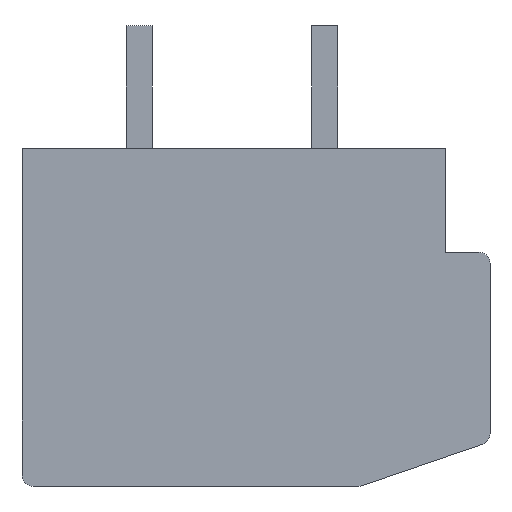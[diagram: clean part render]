
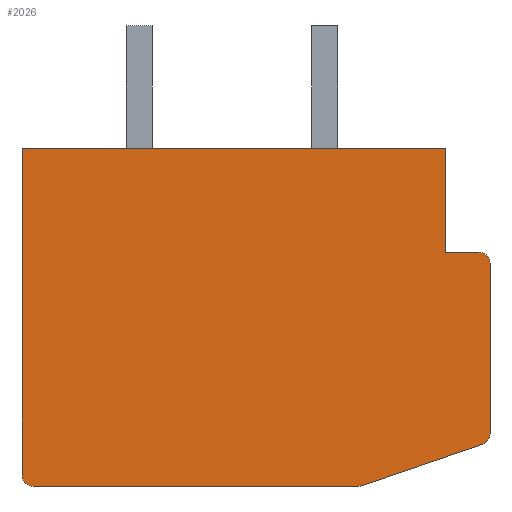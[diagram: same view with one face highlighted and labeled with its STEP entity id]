
A CAD part, front view. The second image highlights one B-rep face of the part: STEP entity #2026.
In plain terms, the highlighted planar face has unit normal (0, -1, 0).
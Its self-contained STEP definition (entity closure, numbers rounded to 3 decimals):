
#1=CARTESIAN_POINT('',(6.,-18.12,-3.136));
#2=DIRECTION('',(0.,-1.,0.));
#3=DIRECTION('',(0.324,0.,-0.946));
#4=AXIS2_PLACEMENT_3D('',#1,#2,#3);
#6=DIRECTION('',(-0.946,0.,-0.324));
#7=VECTOR('',#6,3.486);
#8=CARTESIAN_POINT('',(6.097,-18.12,-3.419));
#9=LINE('',#8,#7);
#10=DIRECTION('',(-1.,0.,0.));
#11=VECTOR('',#10,8.8);
#12=CARTESIAN_POINT('',(2.8,-18.12,-4.55));
#13=LINE('',#12,#11);
#14=CARTESIAN_POINT('',(-6.,-18.12,-4.25));
#15=DIRECTION('',(0.,-1.,0.));
#16=DIRECTION('',(-1.,0.,0.));
#17=AXIS2_PLACEMENT_3D('',#14,#15,#16);
#19=DIRECTION('',(0.,0.,1.));
#20=VECTOR('',#19,8.8);
#21=CARTESIAN_POINT('',(-6.3,-18.12,-4.25));
#22=LINE('',#21,#20);
#23=DIRECTION('',(1.,0.,0.));
#24=VECTOR('',#23,11.4);
#25=CARTESIAN_POINT('',(-6.3,-18.12,4.55));
#26=LINE('',#25,#24);
#27=DIRECTION('',(0.,0.,-1.));
#28=VECTOR('',#27,2.8);
#29=CARTESIAN_POINT('',(5.1,-18.12,4.55));
#30=LINE('',#29,#28);
#31=DIRECTION('',(1.,0.,0.));
#32=VECTOR('',#31,0.9);
#33=CARTESIAN_POINT('',(5.1,-18.12,1.75));
#34=LINE('',#33,#32);
#35=CARTESIAN_POINT('',(6.,-18.12,1.45));
#36=DIRECTION('',(0.,-1.,0.));
#37=DIRECTION('',(1.,0.,0.));
#38=AXIS2_PLACEMENT_3D('',#35,#36,#37);
#40=DIRECTION('',(0.,0.,-1.));
#41=VECTOR('',#40,4.586);
#42=CARTESIAN_POINT('',(6.3,-18.12,1.45));
#43=LINE('',#42,#41);
#1543=CARTESIAN_POINT('',(-6.3,-18.12,4.55));
#1544=CARTESIAN_POINT('',(5.1,-18.12,4.55));
#1545=VERTEX_POINT('',#1543);
#1546=VERTEX_POINT('',#1544);
#1547=CARTESIAN_POINT('',(5.1,-18.12,1.75));
#1548=VERTEX_POINT('',#1547);
#1549=CARTESIAN_POINT('',(6.097,-18.12,-3.419));
#1550=CARTESIAN_POINT('',(6.3,-18.12,-3.136));
#1551=VERTEX_POINT('',#1549);
#1552=VERTEX_POINT('',#1550);
#1553=CARTESIAN_POINT('',(6.3,-18.12,1.45));
#1554=CARTESIAN_POINT('',(6.,-18.12,1.75));
#1555=VERTEX_POINT('',#1553);
#1556=VERTEX_POINT('',#1554);
#1557=CARTESIAN_POINT('',(-6.3,-18.12,-4.25));
#1558=CARTESIAN_POINT('',(-6.,-18.12,-4.55));
#1559=VERTEX_POINT('',#1557);
#1560=VERTEX_POINT('',#1558);
#1561=CARTESIAN_POINT('',(2.8,-18.12,-4.55));
#1562=VERTEX_POINT('',#1561);
#1999=CARTESIAN_POINT('',(0.,-18.12,0.));
#2000=DIRECTION('',(0.,1.,0.));
#2001=DIRECTION('',(1.,0.,0.));
#2002=AXIS2_PLACEMENT_3D('',#1999,#2000,#2001);
#2003=PLANE('',#2002);
#2005=ORIENTED_EDGE('',*,*,#2004,.F.);
#2007=ORIENTED_EDGE('',*,*,#2006,.T.);
#2009=ORIENTED_EDGE('',*,*,#2008,.T.);
#2011=ORIENTED_EDGE('',*,*,#2010,.F.);
#2013=ORIENTED_EDGE('',*,*,#2012,.T.);
#2015=ORIENTED_EDGE('',*,*,#2014,.T.);
#2017=ORIENTED_EDGE('',*,*,#2016,.T.);
#2019=ORIENTED_EDGE('',*,*,#2018,.T.);
#2021=ORIENTED_EDGE('',*,*,#2020,.F.);
#2023=ORIENTED_EDGE('',*,*,#2022,.T.);
#2024=EDGE_LOOP('',(#2005,#2007,#2009,#2011,#2013,#2015,#2017,#2019,#2021,
#2023));
#2025=FACE_OUTER_BOUND('',#2024,.F.);
#2026=ADVANCED_FACE('',(#2025),#2003,.F.);
#5=CIRCLE('',#4,0.3);
#18=CIRCLE('',#17,0.3);
#39=CIRCLE('',#38,0.3);
#2004=EDGE_CURVE('',#1551,#1552,#5,.T.);
#2006=EDGE_CURVE('',#1551,#1562,#9,.T.);
#2008=EDGE_CURVE('',#1562,#1560,#13,.T.);
#2010=EDGE_CURVE('',#1559,#1560,#18,.T.);
#2012=EDGE_CURVE('',#1559,#1545,#22,.T.);
#2014=EDGE_CURVE('',#1545,#1546,#26,.T.);
#2016=EDGE_CURVE('',#1546,#1548,#30,.T.);
#2018=EDGE_CURVE('',#1548,#1556,#34,.T.);
#2020=EDGE_CURVE('',#1555,#1556,#39,.T.);
#2022=EDGE_CURVE('',#1555,#1552,#43,.T.);
